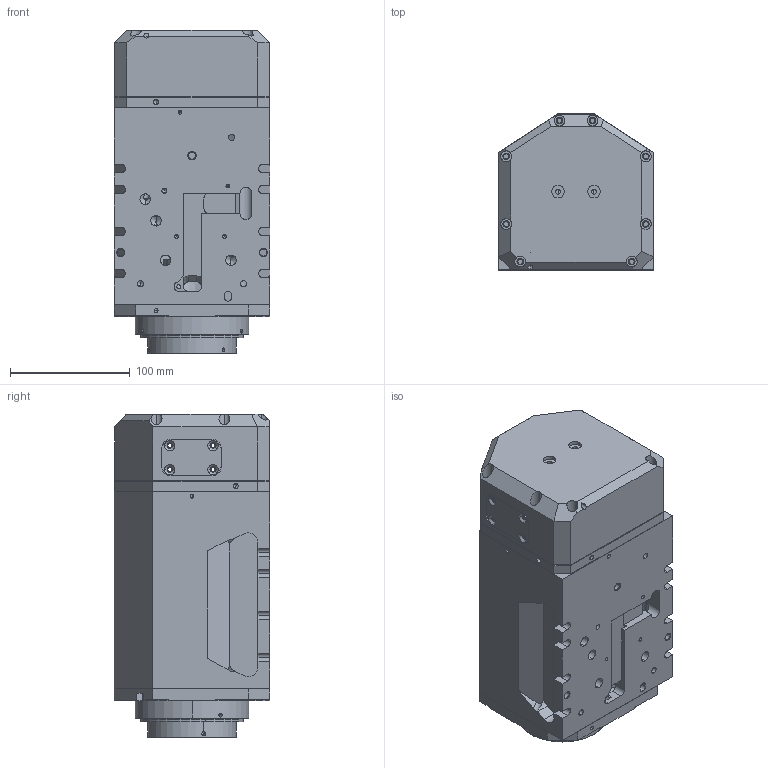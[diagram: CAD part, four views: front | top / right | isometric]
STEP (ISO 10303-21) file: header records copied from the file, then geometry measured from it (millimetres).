
FILE_DESCRIPTION (( 'STEP AP214' ), '1' );
FILE_NAME ('五轴头电机装配体.STEP', '2021-05-09T02:35:33', ( '电脑' ), ( '' ), 'SwSTEP 2.0', 'SolidWorks 2018', '' );
FILE_SCHEMA (( 'AUTOMOTIVE_DESIGN' ));
Length unit declared in the file: millimetre
Products named in the file (8): 儂褲; 潰党裔啣; 滅鳥裔; 綴粣創釱; ヶ傷裔; 五轴头电机装配体; 翋粣; ァ詰极
Assembly tree (8 placements, depth 2):
  五轴头电机装配体
    儂褲
    綴粣創釱
    ァ詰极
    潰党裔啣  x2
    ヶ傷裔
    翋粣
    滅鳥裔
Bounding box: 130 x 130 x 270 mm (x, y, z)
Volume: 1628213.7 mm3; surface area: 461201.4 mm2
Topology: 8 solids, 8 shells, 1154 faces, 2988 edges, 1838 vertices
Faces by surface type: cylinder 637, plane 284, cone 220, torus 7, bspline 6
Entity records: 43597 total; most frequent: CARTESIAN_POINT 13203, DIRECTION 5993, ORIENTED_EDGE 5592, EDGE_CURVE 2796, AXIS2_PLACEMENT_3D 2363, VERTEX_POINT 1798, EDGE_LOOP 1440, VECTOR 1267
